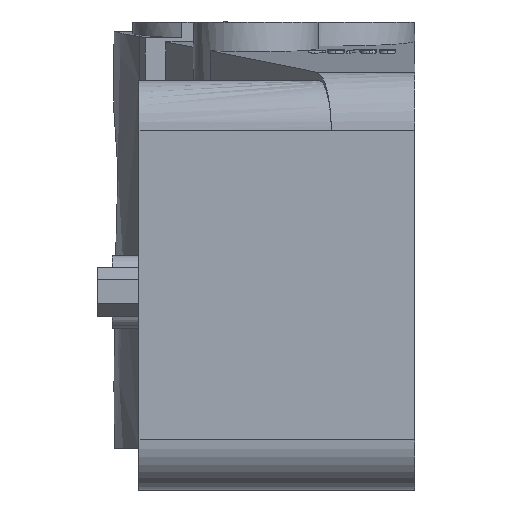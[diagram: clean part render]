
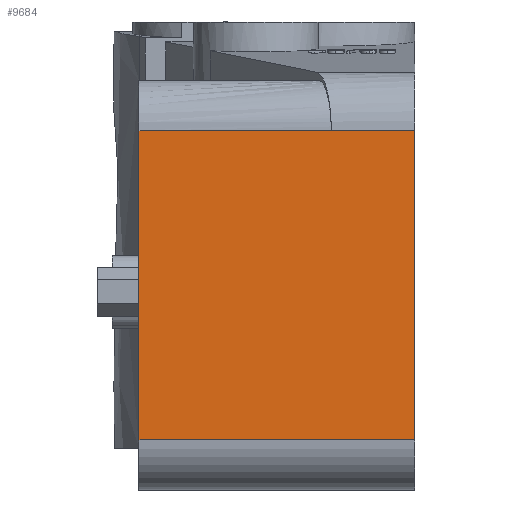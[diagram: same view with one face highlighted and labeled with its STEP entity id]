
A CAD part, left-side view. The second image highlights one B-rep face of the part: STEP entity #9684.
In plain terms, the highlighted free-form (B-spline) face has degree [1, 1] with [2, 2] control points.
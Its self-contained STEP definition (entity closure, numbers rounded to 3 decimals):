
#7240=CARTESIAN_POINT('',(-133.2,10.,43.0));
#7241=VERTEX_POINT('',#7240);
#7395=CARTESIAN_POINT('',(-133.2,33.0,6.));
#7396=VERTEX_POINT('',#7395);
#7404=CARTESIAN_POINT('',(-133.2,33.0,43.));
#7405=VERTEX_POINT('',#7404);
#7406=CARTESIAN_POINT('',(-133.2,33.0,6.));
#7407=DIRECTION('',(0.0,0.0,1.0));
#7408=VECTOR('',#7407,37.);
#7409=LINE('',#7406,#7408);
#7410=EDGE_CURVE('',#7396,#7405,#7409,.T.);
#9406=CARTESIAN_POINT('',(-133.2,0.0,43.));
#9407=VERTEX_POINT('',#9406);
#9415=CARTESIAN_POINT('',(-133.2,0.0,6.));
#9416=VERTEX_POINT('',#9415);
#9417=CARTESIAN_POINT('',(-133.2,0.0,6.));
#9418=DIRECTION('',(0.0,0.0,1.0));
#9419=VECTOR('',#9418,37.);
#9420=LINE('',#9417,#9419);
#9421=EDGE_CURVE('',#9416,#9407,#9420,.T.);
#9653=CARTESIAN_POINT('',(-133.2,10.,43.));
#9654=DIRECTION('',(0.0,1.0,0.0));
#9655=VECTOR('',#9654,23.);
#9656=LINE('',#9653,#9655);
#9657=EDGE_CURVE('',#7241,#7405,#9656,.T.);
#9662=CARTESIAN_POINT('',(-133.2,0.0,6.));
#9663=CARTESIAN_POINT('',(-133.2,0.0,43.));
#9664=CARTESIAN_POINT('',(-133.2,33.0,6.));
#9665=CARTESIAN_POINT('',(-133.2,33.0,43.));
#9666=B_SPLINE_SURFACE_WITH_KNOTS('',1,1,((#9662,#9664),(#9663,#9665)),.UNSPECIFIED.,.F.,.F.,.U.,(2,2),(2,2),(0.0,37.),(0.0,33.0),.UNSPECIFIED.);
#9667=ORIENTED_EDGE('',*,*,#7410,.F.);
#9668=CARTESIAN_POINT('',(-133.2,0.0,6.));
#9669=DIRECTION('',(0.0,1.0,0.0));
#9670=VECTOR('',#9669,33.0);
#9671=LINE('',#9668,#9670);
#9672=EDGE_CURVE('',#9416,#7396,#9671,.T.);
#9673=ORIENTED_EDGE('',*,*,#9672,.F.);
#9674=ORIENTED_EDGE('',*,*,#9421,.T.);
#9675=CARTESIAN_POINT('',(-133.2,0.0,43.));
#9676=DIRECTION('',(0.0,1.0,0.0));
#9677=VECTOR('',#9676,10.);
#9678=LINE('',#9675,#9677);
#9679=EDGE_CURVE('',#9407,#7241,#9678,.T.);
#9680=ORIENTED_EDGE('',*,*,#9679,.T.);
#9681=ORIENTED_EDGE('',*,*,#9657,.T.);
#9682=EDGE_LOOP('',(#9667,#9673,#9674,#9680,#9681));
#9683=FACE_OUTER_BOUND('',#9682,.T.);
#9684=ADVANCED_FACE('',(#9683),#9666,.T.);
